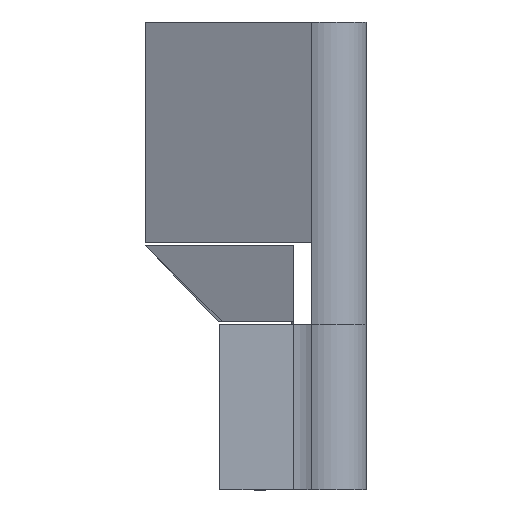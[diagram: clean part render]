
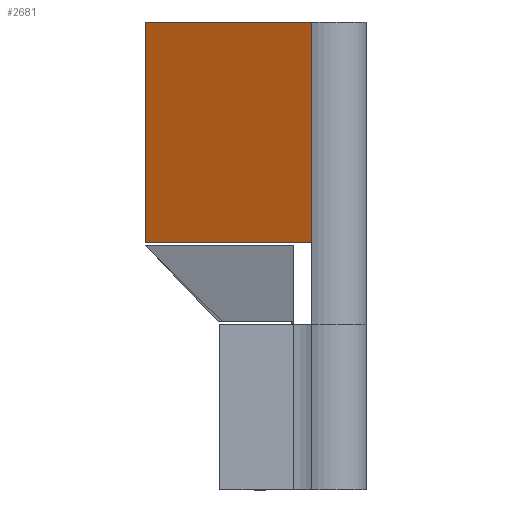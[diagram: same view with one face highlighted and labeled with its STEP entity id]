
A CAD part, left-side view. The second image highlights one B-rep face of the part: STEP entity #2681.
In plain terms, the highlighted planar face has unit normal (-0.906, 0.423, 0).
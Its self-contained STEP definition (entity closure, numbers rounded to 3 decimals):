
#1776 = PLANE('',#1777);
#1777 = AXIS2_PLACEMENT_3D('',#1778,#1779,#1780);
#1778 = CARTESIAN_POINT('',(-21.974,-12.513,
    0.));
#1779 = DIRECTION('',(-0.906,0.423,0.
    ));
#1780 = DIRECTION('',(0.423,0.906,0.)
  );
#2380 = VERTEX_POINT('',#2381);
#2381 = CARTESIAN_POINT('',(-21.968,-12.5,16.5));
#2402 = EDGE_CURVE('',#2403,#2380,#2405,.T.);
#2403 = VERTEX_POINT('',#2404);
#2404 = CARTESIAN_POINT('',(-21.968,-12.5,4.5));
#2405 = SURFACE_CURVE('',#2406,(#2410,#2417),.PCURVE_S1.);
#2406 = LINE('',#2407,#2408);
#2407 = CARTESIAN_POINT('',(-21.968,-12.5,0.));
#2408 = VECTOR('',#2409,1.);
#2409 = DIRECTION('',(0.,0.,1.));
#2410 = PCURVE('',#1776,#2411);
#2411 = DEFINITIONAL_REPRESENTATION('',(#2412),#2416);
#2412 = LINE('',#2413,#2414);
#2413 = CARTESIAN_POINT('',(0.014,0.));
#2414 = VECTOR('',#2415,1.);
#2415 = DIRECTION('',(0.,-1.));
#2416 = ( GEOMETRIC_REPRESENTATION_CONTEXT(2) 
PARAMETRIC_REPRESENTATION_CONTEXT() REPRESENTATION_CONTEXT('2D SPACE',''
  ) );
#2417 = PCURVE('',#2418,#2423);
#2418 = PLANE('',#2419);
#2419 = AXIS2_PLACEMENT_3D('',#2420,#2421,#2422);
#2420 = CARTESIAN_POINT('',(-21.968,-12.5,16.5));
#2421 = DIRECTION('',(0.906,-0.423,0.)
  );
#2422 = DIRECTION('',(0.423,0.906,0.)
  );
#2423 = DEFINITIONAL_REPRESENTATION('',(#2424),#2428);
#2424 = LINE('',#2425,#2426);
#2425 = CARTESIAN_POINT('',(0.,-16.5));
#2426 = VECTOR('',#2427,1.);
#2427 = DIRECTION('',(0.,1.));
#2428 = ( GEOMETRIC_REPRESENTATION_CONTEXT(2) 
PARAMETRIC_REPRESENTATION_CONTEXT() REPRESENTATION_CONTEXT('2D SPACE',''
  ) );
#2493 = PLANE('',#2494);
#2494 = AXIS2_PLACEMENT_3D('',#2495,#2496,#2497);
#2495 = CARTESIAN_POINT('',(-19.209,-8.473,4.5));
#2496 = DIRECTION('',(0.,0.,-1.));
#2497 = DIRECTION('',(1.,0.,0.));
#2665 = PLANE('',#2666);
#2666 = AXIS2_PLACEMENT_3D('',#2667,#2668,#2669);
#2667 = CARTESIAN_POINT('',(-19.209,-8.473,16.5));
#2668 = DIRECTION('',(0.,0.,-1.));
#2669 = DIRECTION('',(1.,0.,0.));
#2681 = ADVANCED_FACE('',(#2682),#2418,.F.);
#2682 = FACE_BOUND('',#2683,.F.);
#2683 = EDGE_LOOP('',(#2684,#2685,#2708,#2736));
#2684 = ORIENTED_EDGE('',*,*,#2402,.F.);
#2685 = ORIENTED_EDGE('',*,*,#2686,.T.);
#2686 = EDGE_CURVE('',#2403,#2687,#2689,.T.);
#2687 = VERTEX_POINT('',#2688);
#2688 = CARTESIAN_POINT('',(-17.742,-3.437,4.5));
#2689 = SURFACE_CURVE('',#2690,(#2694,#2701),.PCURVE_S1.);
#2690 = LINE('',#2691,#2692);
#2691 = CARTESIAN_POINT('',(-21.968,-12.5,4.5));
#2692 = VECTOR('',#2693,1.);
#2693 = DIRECTION('',(0.423,0.906,0.)
  );
#2694 = PCURVE('',#2418,#2695);
#2695 = DEFINITIONAL_REPRESENTATION('',(#2696),#2700);
#2696 = LINE('',#2697,#2698);
#2697 = CARTESIAN_POINT('',(0.,-12.));
#2698 = VECTOR('',#2699,1.);
#2699 = DIRECTION('',(1.,0.));
#2700 = ( GEOMETRIC_REPRESENTATION_CONTEXT(2) 
PARAMETRIC_REPRESENTATION_CONTEXT() REPRESENTATION_CONTEXT('2D SPACE',''
  ) );
#2701 = PCURVE('',#2493,#2702);
#2702 = DEFINITIONAL_REPRESENTATION('',(#2703),#2707);
#2703 = LINE('',#2704,#2705);
#2704 = CARTESIAN_POINT('',(-2.759,4.027));
#2705 = VECTOR('',#2706,1.);
#2706 = DIRECTION('',(0.423,-0.906));
#2707 = ( GEOMETRIC_REPRESENTATION_CONTEXT(2) 
PARAMETRIC_REPRESENTATION_CONTEXT() REPRESENTATION_CONTEXT('2D SPACE',''
  ) );
#2708 = ORIENTED_EDGE('',*,*,#2709,.F.);
#2709 = EDGE_CURVE('',#2710,#2687,#2712,.T.);
#2710 = VERTEX_POINT('',#2711);
#2711 = CARTESIAN_POINT('',(-17.742,-3.437,16.5));
#2712 = SURFACE_CURVE('',#2713,(#2717,#2724),.PCURVE_S1.);
#2713 = LINE('',#2714,#2715);
#2714 = CARTESIAN_POINT('',(-17.742,-3.437,16.5));
#2715 = VECTOR('',#2716,1.);
#2716 = DIRECTION('',(0.,0.,-1.));
#2717 = PCURVE('',#2418,#2718);
#2718 = DEFINITIONAL_REPRESENTATION('',(#2719),#2723);
#2719 = LINE('',#2720,#2721);
#2720 = CARTESIAN_POINT('',(10.,0.));
#2721 = VECTOR('',#2722,1.);
#2722 = DIRECTION('',(0.,-1.));
#2723 = ( GEOMETRIC_REPRESENTATION_CONTEXT(2) 
PARAMETRIC_REPRESENTATION_CONTEXT() REPRESENTATION_CONTEXT('2D SPACE',''
  ) );
#2724 = PCURVE('',#2725,#2730);
#2725 = PLANE('',#2726);
#2726 = AXIS2_PLACEMENT_3D('',#2727,#2728,#2729);
#2727 = CARTESIAN_POINT('',(-17.742,-3.437,16.5));
#2728 = DIRECTION('',(-0.996,-0.087,
    0.));
#2729 = DIRECTION('',(0.087,-0.996,
    0.));
#2730 = DEFINITIONAL_REPRESENTATION('',(#2731),#2735);
#2731 = LINE('',#2732,#2733);
#2732 = CARTESIAN_POINT('',(0.,0.));
#2733 = VECTOR('',#2734,1.);
#2734 = DIRECTION('',(0.,-1.));
#2735 = ( GEOMETRIC_REPRESENTATION_CONTEXT(2) 
PARAMETRIC_REPRESENTATION_CONTEXT() REPRESENTATION_CONTEXT('2D SPACE',''
  ) );
#2736 = ORIENTED_EDGE('',*,*,#2737,.F.);
#2737 = EDGE_CURVE('',#2380,#2710,#2738,.T.);
#2738 = SURFACE_CURVE('',#2739,(#2743,#2750),.PCURVE_S1.);
#2739 = LINE('',#2740,#2741);
#2740 = CARTESIAN_POINT('',(-21.968,-12.5,16.5));
#2741 = VECTOR('',#2742,1.);
#2742 = DIRECTION('',(0.423,0.906,0.)
  );
#2743 = PCURVE('',#2418,#2744);
#2744 = DEFINITIONAL_REPRESENTATION('',(#2745),#2749);
#2745 = LINE('',#2746,#2747);
#2746 = CARTESIAN_POINT('',(0.,0.));
#2747 = VECTOR('',#2748,1.);
#2748 = DIRECTION('',(1.,0.));
#2749 = ( GEOMETRIC_REPRESENTATION_CONTEXT(2) 
PARAMETRIC_REPRESENTATION_CONTEXT() REPRESENTATION_CONTEXT('2D SPACE',''
  ) );
#2750 = PCURVE('',#2665,#2751);
#2751 = DEFINITIONAL_REPRESENTATION('',(#2752),#2756);
#2752 = LINE('',#2753,#2754);
#2753 = CARTESIAN_POINT('',(-2.759,4.027));
#2754 = VECTOR('',#2755,1.);
#2755 = DIRECTION('',(0.423,-0.906));
#2756 = ( GEOMETRIC_REPRESENTATION_CONTEXT(2) 
PARAMETRIC_REPRESENTATION_CONTEXT() REPRESENTATION_CONTEXT('2D SPACE',''
  ) );
